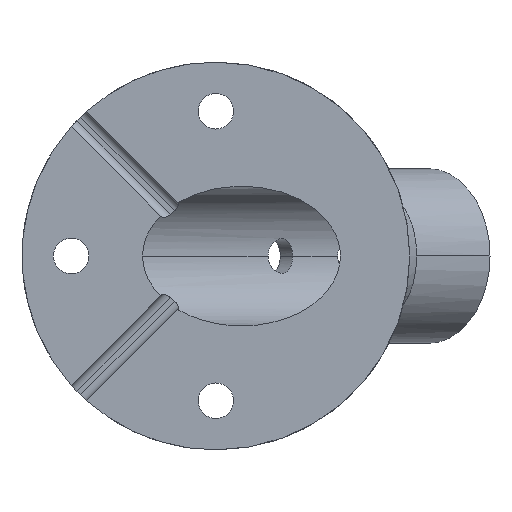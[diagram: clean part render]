
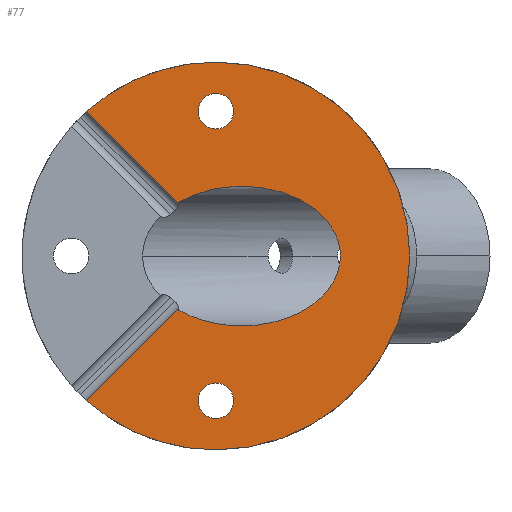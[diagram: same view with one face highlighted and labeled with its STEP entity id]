
A CAD part, front view. The second image highlights one B-rep face of the part: STEP entity #77.
In plain terms, the highlighted planar face has unit normal (0, -1, 0).
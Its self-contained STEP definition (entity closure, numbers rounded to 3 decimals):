
#14 = EDGE_CURVE ( 'NONE', #836, #831, #1989, .T. ) ;
#25 = EDGE_CURVE ( 'NONE', #837, #880, #1274, .T. ) ;
#32 = EDGE_CURVE ( 'NONE', #876, #875, #1975, .T. ) ;
#46 = EDGE_CURVE ( 'NONE', #863, #868, #1938, .T. ) ;
#50 = EDGE_CURVE ( 'NONE', #881, #808, #2357, .T. ) ;
#71 = EDGE_CURVE ( 'NONE', #831, #880, #2015, .T. ) ;
#76 = EDGE_CURVE ( 'NONE', #881, #836, #1937, .T. ) ;
#77 = ADVANCED_FACE ( 'NONE', ( #2168, #2164, #2205 ), #552, .F. ) ;
#87 = EDGE_CURVE ( 'NONE', #875, #876, #1961, .T. ) ;
#187 = CARTESIAN_POINT ( 'NONE',  ( -6.962, 0., -9.79 ) ) ;
#188 = CARTESIAN_POINT ( 'NONE',  ( 22.802, 0., 0. ) ) ;
#195 = CARTESIAN_POINT ( 'NONE',  ( 0., 0., 35.5 ) ) ;
#200 = CARTESIAN_POINT ( 'NONE',  ( 0., 0., -35.5 ) ) ;
#201 = CARTESIAN_POINT ( 'NONE',  ( -6.962, 0., 9.79 ) ) ;
#226 = CARTESIAN_POINT ( 'NONE',  ( 0., 0., 23.25 ) ) ;
#230 = CARTESIAN_POINT ( 'NONE',  ( 0., 0., 29.75 ) ) ;
#237 = CARTESIAN_POINT ( 'NONE',  ( 0., 0., -29.75 ) ) ;
#238 = CARTESIAN_POINT ( 'NONE',  ( 0., 0., -23.25 ) ) ;
#242 = CARTESIAN_POINT ( 'NONE',  ( -23.648, 0., 26.477 ) ) ;
#243 = CARTESIAN_POINT ( 'NONE',  ( -23.648, 0., -26.477 ) ) ;
#425 = CARTESIAN_POINT ( 'NONE',  ( 0., 0., 26.5 ) ) ;
#426 = DIRECTION ( 'NONE',  ( 0., -1., 0. ) ) ;
#427 = DIRECTION ( 'NONE',  ( 0., 0., -1. ) ) ;
#452 = DIRECTION ( 'NONE',  ( -1., 0., 0. ) ) ;
#461 = DIRECTION ( 'NONE',  ( 0., 1., 0. ) ) ;
#492 = DIRECTION ( 'NONE',  ( 0., 0., -1. ) ) ;
#493 = DIRECTION ( 'NONE',  ( 0., -1., 0. ) ) ;
#494 = CARTESIAN_POINT ( 'NONE',  ( 0., 0., 0. ) ) ;
#542 = CARTESIAN_POINT ( 'NONE',  ( -17.927, 0., -18. ) ) ;
#552 = PLANE ( 'NONE',  #2075 ) ;
#647 = EDGE_LOOP ( 'NONE', ( #1838, #1809 ) ) ;
#649 = EDGE_LOOP ( 'NONE', ( #1805, #1904, #1841, #1893, #1830, #1896, #1829 ) ) ;
#677 = EDGE_LOOP ( 'NONE', ( #1817, #1891 ) ) ;
#720 = DIRECTION ( 'NONE',  ( 0., -1., 0. ) ) ;
#722 = CARTESIAN_POINT ( 'NONE',  ( 0., 0., 0. ) ) ;
#725 = DIRECTION ( 'NONE',  ( 0., 0., -1. ) ) ;
#808 = VERTEX_POINT ( 'NONE', #187 ) ;
#809 = VERTEX_POINT ( 'NONE', #188 ) ;
#831 = VERTEX_POINT ( 'NONE', #195 ) ;
#836 = VERTEX_POINT ( 'NONE', #200 ) ;
#837 = VERTEX_POINT ( 'NONE', #201 ) ;
#863 = VERTEX_POINT ( 'NONE', #226 ) ;
#868 = VERTEX_POINT ( 'NONE', #230 ) ;
#875 = VERTEX_POINT ( 'NONE', #237 ) ;
#876 = VERTEX_POINT ( 'NONE', #238 ) ;
#880 = VERTEX_POINT ( 'NONE', #242 ) ;
#881 = VERTEX_POINT ( 'NONE', #243 ) ;
#1274 = LINE ( 'NONE', #1286, #2117 ) ;
#1286 = CARTESIAN_POINT ( 'NONE',  ( -23.648, 0., 26.477 ) ) ;
#1300 = DIRECTION ( 'NONE',  ( -0.707, 0., 0.707 ) ) ;
#1343 = CARTESIAN_POINT ( 'NONE',  ( 0., 0., -26.5 ) ) ;
#1344 = DIRECTION ( 'NONE',  ( 0., 1., 0. ) ) ;
#1352 = DIRECTION ( 'NONE',  ( 0., 0., 1. ) ) ;
#1440 = CARTESIAN_POINT ( 'NONE',  ( 0., 0., -26.5 ) ) ;
#1441 = DIRECTION ( 'NONE',  ( 0., 1., 0. ) ) ;
#1442 = DIRECTION ( 'NONE',  ( 0., 0., 1. ) ) ;
#1747 = CARTESIAN_POINT ( 'NONE',  ( 22.802, 0., 0. ) ) ;
#1748 = CARTESIAN_POINT ( 'NONE',  ( 22.802, 0., -12.591 ) ) ;
#1749 = CARTESIAN_POINT ( 'NONE',  ( 6.657, 0., -17.901 ) ) ;
#1750 = CARTESIAN_POINT ( 'NONE',  ( -6.962, 0., -9.79 ) ) ;
#1754 = CARTESIAN_POINT ( 'NONE',  ( -6.962, 0., 9.79 ) ) ;
#1755 = CARTESIAN_POINT ( 'NONE',  ( 6.657, 0., 17.901 ) ) ;
#1756 = CARTESIAN_POINT ( 'NONE',  ( 22.802, 0., 12.591 ) ) ;
#1757 = CARTESIAN_POINT ( 'NONE',  ( 22.802, 0., 0. ) ) ;
#1805 = ORIENTED_EDGE ( 'NONE', *, *, #76, .T. ) ;
#1809 = ORIENTED_EDGE ( 'NONE', *, *, #87, .T. ) ;
#1817 = ORIENTED_EDGE ( 'NONE', *, *, #46, .F. ) ;
#1829 = ORIENTED_EDGE ( 'NONE', *, *, #50, .F. ) ;
#1830 = ORIENTED_EDGE ( 'NONE', *, *, #2018, .T. ) ;
#1838 = ORIENTED_EDGE ( 'NONE', *, *, #32, .T. ) ;
#1841 = ORIENTED_EDGE ( 'NONE', *, *, #71, .T. ) ;
#1891 = ORIENTED_EDGE ( 'NONE', *, *, #1944, .F. ) ;
#1893 = ORIENTED_EDGE ( 'NONE', *, *, #25, .F. ) ;
#1896 = ORIENTED_EDGE ( 'NONE', *, *, #2014, .T. ) ;
#1904 = ORIENTED_EDGE ( 'NONE', *, *, #14, .T. ) ;
#1937 = CIRCLE ( 'NONE', #2193, 35.5 ) ;
#1938 = CIRCLE ( 'NONE', #2071, 3.25 ) ;
#1944 = EDGE_CURVE ( 'NONE', #868, #863, #1979, .T. ) ;
#1961 = CIRCLE ( 'NONE', #2085, 3.25 ) ;
#1975 = CIRCLE ( 'NONE', #2109, 3.25 ) ;
#1979 = CIRCLE ( 'NONE', #2206, 3.25 ) ;
#1989 = CIRCLE ( 'NONE', #2142, 35.5 ) ;
#2014 = EDGE_CURVE ( 'NONE', #809, #808, #2247, .T. ) ;
#2015 = CIRCLE ( 'NONE', #2188, 35.5 ) ;
#2018 = EDGE_CURVE ( 'NONE', #837, #809, #2248, .T. ) ;
#2043 = VECTOR ( 'NONE', #2340, 1000. ) ;
#2071 = AXIS2_PLACEMENT_3D ( 'NONE', #2315, #2326, #2384 ) ;
#2075 = AXIS2_PLACEMENT_3D ( 'NONE', #542, #461, #452 ) ;
#2085 = AXIS2_PLACEMENT_3D ( 'NONE', #1440, #1441, #1442 ) ;
#2109 = AXIS2_PLACEMENT_3D ( 'NONE', #1343, #1344, #1352 ) ;
#2117 = VECTOR ( 'NONE', #1300, 1000. ) ;
#2142 = AXIS2_PLACEMENT_3D ( 'NONE', #722, #720, #725 ) ;
#2164 = FACE_OUTER_BOUND ( 'NONE', #649, .T. ) ;
#2168 = FACE_BOUND ( 'NONE', #677, .T. ) ;
#2188 = AXIS2_PLACEMENT_3D ( 'NONE', #2347, #2383, #2350 ) ;
#2193 = AXIS2_PLACEMENT_3D ( 'NONE', #494, #493, #492 ) ;
#2205 = FACE_BOUND ( 'NONE', #647, .T. ) ;
#2206 = AXIS2_PLACEMENT_3D ( 'NONE', #425, #426, #427 ) ;
#2247 =( BOUNDED_CURVE ( )  B_SPLINE_CURVE ( 3, ( #1747, #1748, #1749, #1750 ),
 .UNSPECIFIED., .F., .F. ) 
 B_SPLINE_CURVE_WITH_KNOTS ( ( 4, 4 ),
 ( 0., 2.271 ),
 .UNSPECIFIED. ) 
 CURVE ( )  GEOMETRIC_REPRESENTATION_ITEM ( )  RATIONAL_B_SPLINE_CURVE ( ( 1., 0.615, 0.615, 1. ) ) 
 REPRESENTATION_ITEM ( '' )  );
#2248 =( BOUNDED_CURVE ( )  B_SPLINE_CURVE ( 3, ( #1754, #1755, #1756, #1757 ),
 .UNSPECIFIED., .F., .F. ) 
 B_SPLINE_CURVE_WITH_KNOTS ( ( 4, 4 ),
 ( 4.012, 6.283 ),
 .UNSPECIFIED. ) 
 CURVE ( )  GEOMETRIC_REPRESENTATION_ITEM ( )  RATIONAL_B_SPLINE_CURVE ( ( 1., 0.615, 0.615, 1. ) ) 
 REPRESENTATION_ITEM ( '' )  );
#2276 = CARTESIAN_POINT ( 'NONE',  ( -23.648, 0., -26.477 ) ) ;
#2315 = CARTESIAN_POINT ( 'NONE',  ( 0., 0., 26.5 ) ) ;
#2326 = DIRECTION ( 'NONE',  ( 0., -1., 0. ) ) ;
#2340 = DIRECTION ( 'NONE',  ( 0.707, 0., 0.707 ) ) ;
#2347 = CARTESIAN_POINT ( 'NONE',  ( 0., 0., 0. ) ) ;
#2350 = DIRECTION ( 'NONE',  ( 0., 0., -1. ) ) ;
#2357 = LINE ( 'NONE', #2276, #2043 ) ;
#2383 = DIRECTION ( 'NONE',  ( 0., -1., 0. ) ) ;
#2384 = DIRECTION ( 'NONE',  ( 0., 0., -1. ) ) ;
